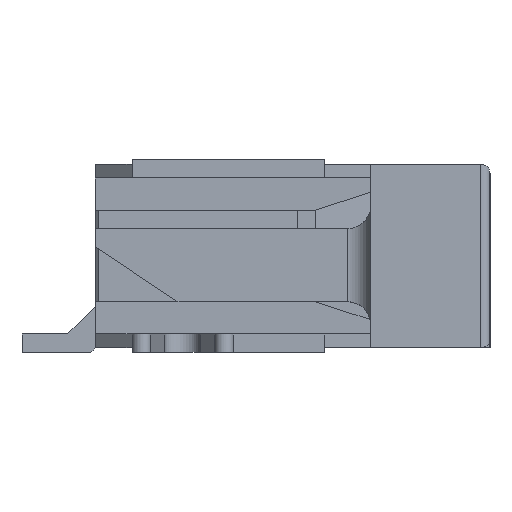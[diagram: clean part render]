
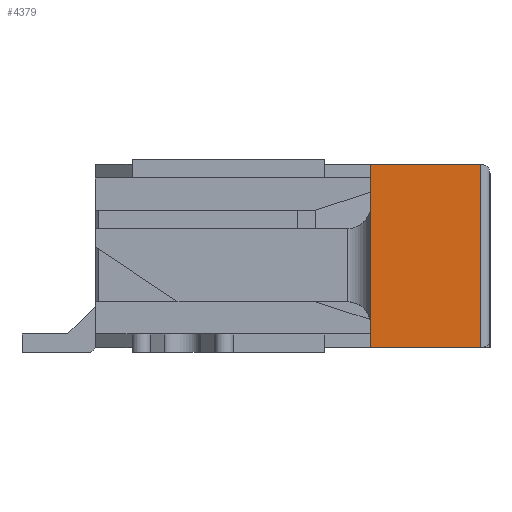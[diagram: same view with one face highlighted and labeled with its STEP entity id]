
A CAD part, left-side view. The second image highlights one B-rep face of the part: STEP entity #4379.
In plain terms, the highlighted planar face has unit normal (-1, 0, 0).
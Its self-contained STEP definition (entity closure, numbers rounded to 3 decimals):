
#1184 = PLANE('',#1185);
#1185 = AXIS2_PLACEMENT_3D('',#1186,#1187,#1188);
#1186 = CARTESIAN_POINT('',(0.,-2.85,1.05));
#1187 = DIRECTION('',(0.,1.,0.));
#1188 = DIRECTION('',(1.,0.,0.));
#2471 = VERTEX_POINT('',#2472);
#2472 = CARTESIAN_POINT('',(-9.2,-2.85,0.05));
#2486 = PLANE('',#2487);
#2487 = AXIS2_PLACEMENT_3D('',#2488,#2489,#2490);
#2488 = CARTESIAN_POINT('',(-6.3,-4.15,0.05));
#2489 = DIRECTION('',(0.,0.,-1.));
#2490 = DIRECTION('',(1.,0.,0.));
#2498 = EDGE_CURVE('',#2471,#2499,#2501,.T.);
#2499 = VERTEX_POINT('',#2500);
#2500 = CARTESIAN_POINT('',(-9.2,-2.85,2.05));
#2501 = SURFACE_CURVE('',#2502,(#2506,#2513),.PCURVE_S1.);
#2502 = LINE('',#2503,#2504);
#2503 = CARTESIAN_POINT('',(-9.2,-2.85,0.05));
#2504 = VECTOR('',#2505,1.);
#2505 = DIRECTION('',(0.,0.,1.));
#2506 = PCURVE('',#1184,#2507);
#2507 = DEFINITIONAL_REPRESENTATION('',(#2508),#2512);
#2508 = LINE('',#2509,#2510);
#2509 = CARTESIAN_POINT('',(-9.2,1.));
#2510 = VECTOR('',#2511,1.);
#2511 = DIRECTION('',(0.,-1.));
#2512 = ( GEOMETRIC_REPRESENTATION_CONTEXT(2) 
PARAMETRIC_REPRESENTATION_CONTEXT() REPRESENTATION_CONTEXT('2D SPACE',''
  ) );
#2513 = PCURVE('',#2514,#2519);
#2514 = PLANE('',#2515);
#2515 = AXIS2_PLACEMENT_3D('',#2516,#2517,#2518);
#2516 = CARTESIAN_POINT('',(-9.2,-4.15,0.05));
#2517 = DIRECTION('',(-1.,0.,0.));
#2518 = DIRECTION('',(0.,1.,0.));
#2519 = DEFINITIONAL_REPRESENTATION('',(#2520),#2524);
#2520 = LINE('',#2521,#2522);
#2521 = CARTESIAN_POINT('',(1.3,0.));
#2522 = VECTOR('',#2523,1.);
#2523 = DIRECTION('',(0.,-1.));
#2524 = ( GEOMETRIC_REPRESENTATION_CONTEXT(2) 
PARAMETRIC_REPRESENTATION_CONTEXT() REPRESENTATION_CONTEXT('2D SPACE',''
  ) );
#2542 = PLANE('',#2543);
#2543 = AXIS2_PLACEMENT_3D('',#2544,#2545,#2546);
#2544 = CARTESIAN_POINT('',(-9.2,-4.15,2.05));
#2545 = DIRECTION('',(0.,0.,1.));
#2546 = DIRECTION('',(-1.,0.,0.));
#4229 = EDGE_CURVE('',#4230,#2499,#4232,.T.);
#4230 = VERTEX_POINT('',#4231);
#4231 = CARTESIAN_POINT('',(-9.2,-4.05,2.05));
#4232 = SURFACE_CURVE('',#4233,(#4237,#4244),.PCURVE_S1.);
#4233 = LINE('',#4234,#4235);
#4234 = CARTESIAN_POINT('',(-9.2,-4.15,2.05));
#4235 = VECTOR('',#4236,1.);
#4236 = DIRECTION('',(0.,1.,0.));
#4237 = PCURVE('',#2542,#4238);
#4238 = DEFINITIONAL_REPRESENTATION('',(#4239),#4243);
#4239 = LINE('',#4240,#4241);
#4240 = CARTESIAN_POINT('',(0.,0.));
#4241 = VECTOR('',#4242,1.);
#4242 = DIRECTION('',(0.,-1.));
#4243 = ( GEOMETRIC_REPRESENTATION_CONTEXT(2) 
PARAMETRIC_REPRESENTATION_CONTEXT() REPRESENTATION_CONTEXT('2D SPACE',''
  ) );
#4244 = PCURVE('',#2514,#4245);
#4245 = DEFINITIONAL_REPRESENTATION('',(#4246),#4250);
#4246 = LINE('',#4247,#4248);
#4247 = CARTESIAN_POINT('',(0.,-2.));
#4248 = VECTOR('',#4249,1.);
#4249 = DIRECTION('',(1.,0.));
#4250 = ( GEOMETRIC_REPRESENTATION_CONTEXT(2) 
PARAMETRIC_REPRESENTATION_CONTEXT() REPRESENTATION_CONTEXT('2D SPACE',''
  ) );
#4379 = ADVANCED_FACE('',(#4380),#2514,.T.);
#4380 = FACE_BOUND('',#4381,.T.);
#4381 = EDGE_LOOP('',(#4382,#4405,#4453,#4454));
#4382 = ORIENTED_EDGE('',*,*,#4383,.F.);
#4383 = EDGE_CURVE('',#4384,#2471,#4386,.T.);
#4384 = VERTEX_POINT('',#4385);
#4385 = CARTESIAN_POINT('',(-9.2,-4.05,0.05));
#4386 = SURFACE_CURVE('',#4387,(#4391,#4398),.PCURVE_S1.);
#4387 = LINE('',#4388,#4389);
#4388 = CARTESIAN_POINT('',(-9.2,-4.15,0.05));
#4389 = VECTOR('',#4390,1.);
#4390 = DIRECTION('',(0.,1.,0.));
#4391 = PCURVE('',#2514,#4392);
#4392 = DEFINITIONAL_REPRESENTATION('',(#4393),#4397);
#4393 = LINE('',#4394,#4395);
#4394 = CARTESIAN_POINT('',(0.,0.));
#4395 = VECTOR('',#4396,1.);
#4396 = DIRECTION('',(1.,0.));
#4397 = ( GEOMETRIC_REPRESENTATION_CONTEXT(2) 
PARAMETRIC_REPRESENTATION_CONTEXT() REPRESENTATION_CONTEXT('2D SPACE',''
  ) );
#4398 = PCURVE('',#2486,#4399);
#4399 = DEFINITIONAL_REPRESENTATION('',(#4400),#4404);
#4400 = LINE('',#4401,#4402);
#4401 = CARTESIAN_POINT('',(-2.9,0.));
#4402 = VECTOR('',#4403,1.);
#4403 = DIRECTION('',(0.,-1.));
#4404 = ( GEOMETRIC_REPRESENTATION_CONTEXT(2) 
PARAMETRIC_REPRESENTATION_CONTEXT() REPRESENTATION_CONTEXT('2D SPACE',''
  ) );
#4405 = ORIENTED_EDGE('',*,*,#4406,.T.);
#4406 = EDGE_CURVE('',#4384,#4230,#4407,.T.);
#4407 = SURFACE_CURVE('',#4408,(#4412,#4419),.PCURVE_S1.);
#4408 = LINE('',#4409,#4410);
#4409 = CARTESIAN_POINT('',(-9.2,-4.05,2.05));
#4410 = VECTOR('',#4411,1.);
#4411 = DIRECTION('',(0.,0.,1.));
#4412 = PCURVE('',#2514,#4413);
#4413 = DEFINITIONAL_REPRESENTATION('',(#4414),#4418);
#4414 = LINE('',#4415,#4416);
#4415 = CARTESIAN_POINT('',(0.1,-2.));
#4416 = VECTOR('',#4417,1.);
#4417 = DIRECTION('',(0.,-1.));
#4418 = ( GEOMETRIC_REPRESENTATION_CONTEXT(2) 
PARAMETRIC_REPRESENTATION_CONTEXT() REPRESENTATION_CONTEXT('2D SPACE',''
  ) );
#4419 = PCURVE('',#4420,#4425);
#4420 = CYLINDRICAL_SURFACE('',#4421,0.1);
#4421 = AXIS2_PLACEMENT_3D('',#4422,#4423,#4424);
#4422 = CARTESIAN_POINT('',(-9.1,-4.05,0.05));
#4423 = DIRECTION('',(0.,0.,1.));
#4424 = DIRECTION('',(0.,-1.,0.));
#4425 = DEFINITIONAL_REPRESENTATION('',(#4426),#4452);
#4426 = B_SPLINE_CURVE_WITH_KNOTS('',3,(#4427,#4428,#4429,#4430,#4431,
    #4432,#4433,#4434,#4435,#4436,#4437,#4438,#4439,#4440,#4441,#4442,
    #4443,#4444,#4445,#4446,#4447,#4448,#4449,#4450,#4451),
  .UNSPECIFIED.,.F.,.F.,(4,1,1,1,1,1,1,1,1,1,1,1,1,1,1,1,1,1,1,1,1,1,4),
  (-2.,-1.909,-1.818,-1.727,-1.636,
    -1.545,-1.455,-1.364,-1.273,
    -1.182,-1.091,-1.,-0.909,-0.818,
    -0.727,-0.636,-0.545,-0.455,
    -0.364,-0.273,-0.182,-0.091
    ,0.),.UNSPECIFIED.);
#4427 = CARTESIAN_POINT('',(4.712,0.));
#4428 = CARTESIAN_POINT('',(4.712,0.03));
#4429 = CARTESIAN_POINT('',(4.712,0.091));
#4430 = CARTESIAN_POINT('',(4.712,0.182));
#4431 = CARTESIAN_POINT('',(4.712,0.273));
#4432 = CARTESIAN_POINT('',(4.712,0.364));
#4433 = CARTESIAN_POINT('',(4.712,0.455));
#4434 = CARTESIAN_POINT('',(4.712,0.545));
#4435 = CARTESIAN_POINT('',(4.712,0.636));
#4436 = CARTESIAN_POINT('',(4.712,0.727));
#4437 = CARTESIAN_POINT('',(4.712,0.818));
#4438 = CARTESIAN_POINT('',(4.712,0.909));
#4439 = CARTESIAN_POINT('',(4.712,1.));
#4440 = CARTESIAN_POINT('',(4.712,1.091));
#4441 = CARTESIAN_POINT('',(4.712,1.182));
#4442 = CARTESIAN_POINT('',(4.712,1.273));
#4443 = CARTESIAN_POINT('',(4.712,1.364));
#4444 = CARTESIAN_POINT('',(4.712,1.455));
#4445 = CARTESIAN_POINT('',(4.712,1.545));
#4446 = CARTESIAN_POINT('',(4.712,1.636));
#4447 = CARTESIAN_POINT('',(4.712,1.727));
#4448 = CARTESIAN_POINT('',(4.712,1.818));
#4449 = CARTESIAN_POINT('',(4.712,1.909));
#4450 = CARTESIAN_POINT('',(4.712,1.97));
#4451 = CARTESIAN_POINT('',(4.712,2.));
#4452 = ( GEOMETRIC_REPRESENTATION_CONTEXT(2) 
PARAMETRIC_REPRESENTATION_CONTEXT() REPRESENTATION_CONTEXT('2D SPACE',''
  ) );
#4453 = ORIENTED_EDGE('',*,*,#4229,.T.);
#4454 = ORIENTED_EDGE('',*,*,#2498,.F.);
